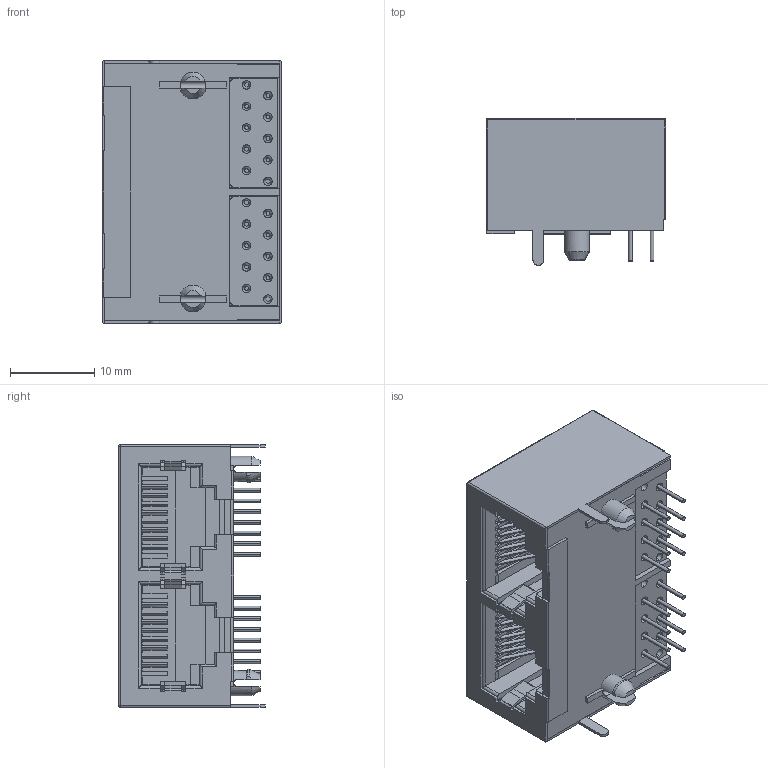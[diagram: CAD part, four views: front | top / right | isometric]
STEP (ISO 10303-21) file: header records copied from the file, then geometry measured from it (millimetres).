
FILE_DESCRIPTION(('FreeCAD Model'),'2;1');
FILE_NAME('Open CASCADE Shape Model','2024-01-25T08:19:14',('Author'),( ''),'Open CASCADE STEP processor 7.6','FreeCAD','Unknown');
FILE_SCHEMA(('AUTOMOTIVE_DESIGN { 1 0 10303 214 1 1 1 1 }'));
Length unit declared in the file: millimetre
Products named in the file (37): SM C04 0071 2A; JSB124C8uqq3; JSB124C8uqq004; JSB124C8uqq005; JSB124C8uqq006; JSB124C8uqq007; JSB124C8uqq008; JSB124C8uqq009; JSB124C8uqq010; JSB124C8uqq011; JSB124C8uqq012; JSB124C8uqq013; JSB124C8uqq014; JSB124C8uqq015; JSB124C8uqq016; JSB124C8uqq017; JSB124C8uqq018; JSB124C8uqq019; JSB124C8uqq020; JSB124C8uqq021; JSB124C8uqq022; JSB124C8uqq023; JSB124C8uqq024; JSB124C8uqq025; JSB124C8uqq026; JSB124C8uqq027; JSB124C8uqq028; JSB124C8uqq029; JSB124C8uqq030; JSB124C8uqq031; JSB124C8uqq032; JSB124C8uqq033; JSB124C8uqq034; JSB124C8uqq035; JSB124C8uqq036; JSB124C8uqq037; JSB124C8uqq038
Assembly tree (36 placements, depth 2):
  SM C04 0071 2A
    JSB124C8uqq3
    JSB124C8uqq004
    JSB124C8uqq005
    JSB124C8uqq006
    JSB124C8uqq007
    JSB124C8uqq008
    JSB124C8uqq009
    JSB124C8uqq010
    JSB124C8uqq011
    JSB124C8uqq012
    JSB124C8uqq013
    JSB124C8uqq014
    JSB124C8uqq015
    JSB124C8uqq016
    JSB124C8uqq017
    JSB124C8uqq018
    JSB124C8uqq019
    JSB124C8uqq020
    JSB124C8uqq021
    JSB124C8uqq022
    JSB124C8uqq023
    JSB124C8uqq024
    JSB124C8uqq025
    JSB124C8uqq026
    JSB124C8uqq027
    JSB124C8uqq028
    JSB124C8uqq029
    JSB124C8uqq030
    JSB124C8uqq031
    JSB124C8uqq032
    JSB124C8uqq033
    JSB124C8uqq034
    JSB124C8uqq035
    JSB124C8uqq036
    JSB124C8uqq037
    JSB124C8uqq038
Bounding box: 21.27 x 17.43 x 31.15 mm (x, y, z)
Volume: 5125 mm3; surface area: 12215.7 mm2
Topology: 36 solids, 36 shells, 1225 faces, 3423 edges, 2258 vertices
Faces by surface type: plane 800, cylinder 311, revolution 64, cone 46, sphere 4
Entity records: 92103 total; most frequent: CARTESIAN_POINT 19913, DIRECTION 12534, LINE 8292, VECTOR 8292, ORIENTED_EDGE 6838, PCURVE 6838, DEFINITIONAL_REPRESENTATION 6838, EDGE_CURVE 3419
